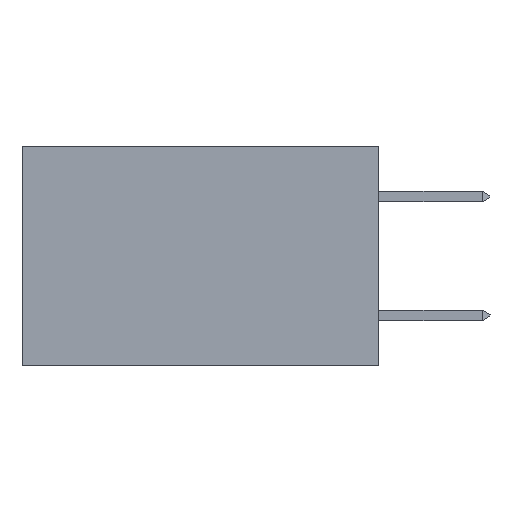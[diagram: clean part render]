
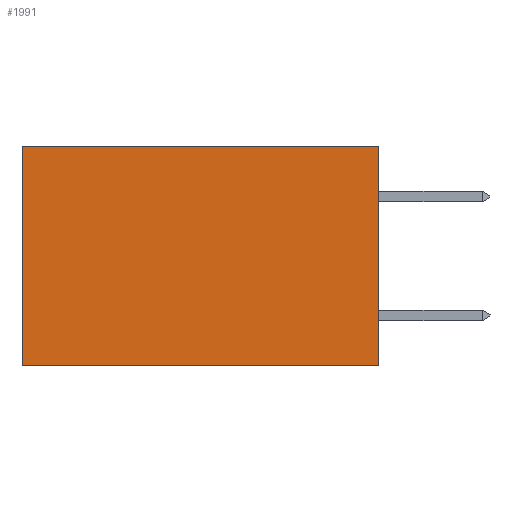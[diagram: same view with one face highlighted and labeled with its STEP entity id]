
A CAD part, left-side view. The second image highlights one B-rep face of the part: STEP entity #1991.
In plain terms, the highlighted planar face has unit normal (-1, 0, 0).
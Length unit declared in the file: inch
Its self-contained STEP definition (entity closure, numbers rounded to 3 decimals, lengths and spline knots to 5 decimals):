
#980 = LINE ( 'NONE', #6324, #3115 ) ;
#995 = DIRECTION ( 'NONE',  ( 1., 0., 0. ) ) ;
#1093 = CARTESIAN_POINT ( 'NONE',  ( 0.298, 0., -0.37 ) ) ;
#1128 = DIRECTION ( 'NONE',  ( 0., 1., 0. ) ) ;
#1260 = DIRECTION ( 'NONE',  ( 0., 1., 0. ) ) ;
#1594 = DIRECTION ( 'NONE',  ( 0., 0., -1. ) ) ;
#1852 = EDGE_LOOP ( 'NONE', ( #2949, #11398, #2385, #5632 ) ) ;
#1991 = ADVANCED_FACE ( 'NONE', ( #8757 ), #9142, .F. ) ;
#2345 = AXIS2_PLACEMENT_3D ( 'NONE', #10065, #995, #8271 ) ;
#2385 = ORIENTED_EDGE ( 'NONE', *, *, #3428, .F. ) ;
#2820 = VECTOR ( 'NONE', #10698, 39.37008 ) ;
#2949 = ORIENTED_EDGE ( 'NONE', *, *, #6718, .T. ) ;
#3115 = VECTOR ( 'NONE', #1260, 39.37008 ) ;
#3428 = EDGE_CURVE ( 'NONE', #4453, #10856, #6348, .T. ) ;
#3770 = CARTESIAN_POINT ( 'NONE',  ( 0.298, 0.6, -0.37 ) ) ;
#3870 = VERTEX_POINT ( 'NONE', #3770 ) ;
#4453 = VERTEX_POINT ( 'NONE', #11212 ) ;
#4992 = VERTEX_POINT ( 'NONE', #8640 ) ;
#5421 = LINE ( 'NONE', #1093, #9239 ) ;
#5632 = ORIENTED_EDGE ( 'NONE', *, *, #6242, .T. ) ;
#5907 = EDGE_CURVE ( 'NONE', #10856, #3870, #5421, .T. ) ;
#6057 = VECTOR ( 'NONE', #1594, 39.37008 ) ;
#6242 = EDGE_CURVE ( 'NONE', #4453, #4992, #980, .T. ) ;
#6273 = CARTESIAN_POINT ( 'NONE',  ( 0.298, 0.6, 0. ) ) ;
#6324 = CARTESIAN_POINT ( 'NONE',  ( 0.298, 0., 0. ) ) ;
#6348 = LINE ( 'NONE', #7076, #6057 ) ;
#6718 = EDGE_CURVE ( 'NONE', #4992, #3870, #8222, .T. ) ;
#7076 = CARTESIAN_POINT ( 'NONE',  ( 0.298, 0., 0. ) ) ;
#8222 = LINE ( 'NONE', #6273, #2820 ) ;
#8271 = DIRECTION ( 'NONE',  ( 0., 0., -1. ) ) ;
#8640 = CARTESIAN_POINT ( 'NONE',  ( 0.298, 0.6, 0. ) ) ;
#8757 = FACE_OUTER_BOUND ( 'NONE', #1852, .T. ) ;
#9142 = PLANE ( 'NONE',  #2345 ) ;
#9239 = VECTOR ( 'NONE', #1128, 39.37008 ) ;
#10065 = CARTESIAN_POINT ( 'NONE',  ( 0.298, 0., 0. ) ) ;
#10366 = CARTESIAN_POINT ( 'NONE',  ( 0.298, 0., -0.37 ) ) ;
#10698 = DIRECTION ( 'NONE',  ( 0., 0., -1. ) ) ;
#10856 = VERTEX_POINT ( 'NONE', #10366 ) ;
#11212 = CARTESIAN_POINT ( 'NONE',  ( 0.298, 0., 0. ) ) ;
#11398 = ORIENTED_EDGE ( 'NONE', *, *, #5907, .F. ) ;
